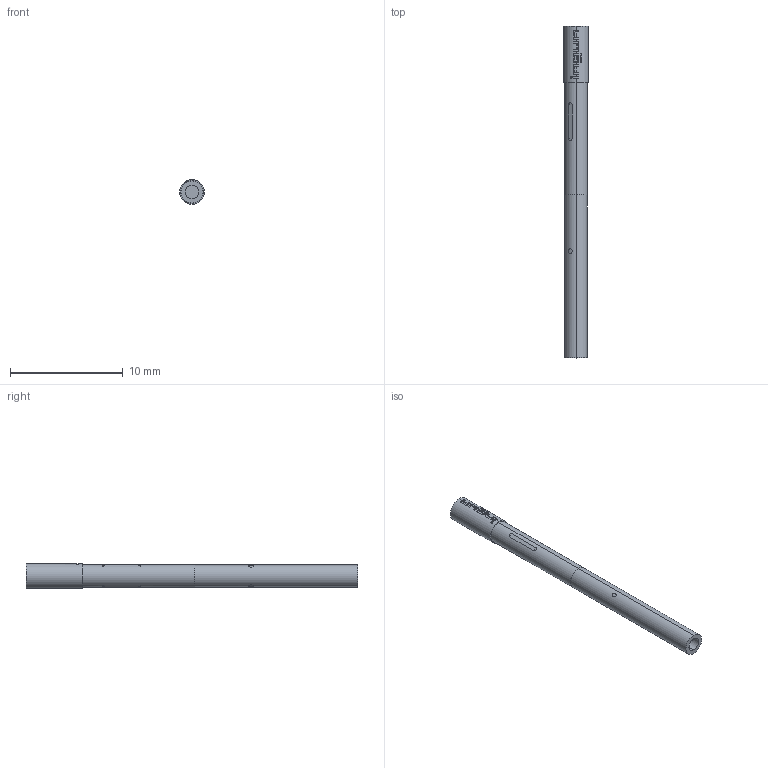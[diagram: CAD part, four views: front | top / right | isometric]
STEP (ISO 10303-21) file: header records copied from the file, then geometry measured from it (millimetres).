
FILE_DESCRIPTION (( 'STEP AP203' ), '1' );
FILE_NAME ('INGUN_KS-215_M1.6_E05.STEP', '2021-10-21T14:09:21', ( 'ochi' ), ( '' ), 'SwSTEP 2.0', 'SolidWorks 2018', '' );
FILE_SCHEMA (( 'CONFIG_CONTROL_DESIGN' ));
Length unit declared in the file: millimetre
Products named in the file (1): INGUN_KS-215_M1.6_E05
Bounding box: 2.2 x 29.5 x 2.2 mm (x, y, z)
Volume: 91.9 mm3; surface area: 205.5 mm2
Topology: 1 solids, 1 shells, 106 faces, 288 edges, 194 vertices
Faces by surface type: plane 48, cylinder 36, bspline 22
Entity records: 3950 total; most frequent: CARTESIAN_POINT 1352, ORIENTED_EDGE 576, DIRECTION 452, EDGE_CURVE 288, VERTEX_POINT 194, AXIS2_PLACEMENT_3D 177, EDGE_LOOP 116, FACE_OUTER_BOUND 106
